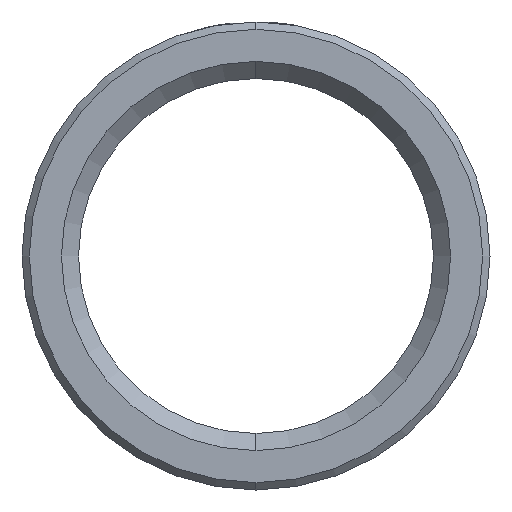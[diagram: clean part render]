
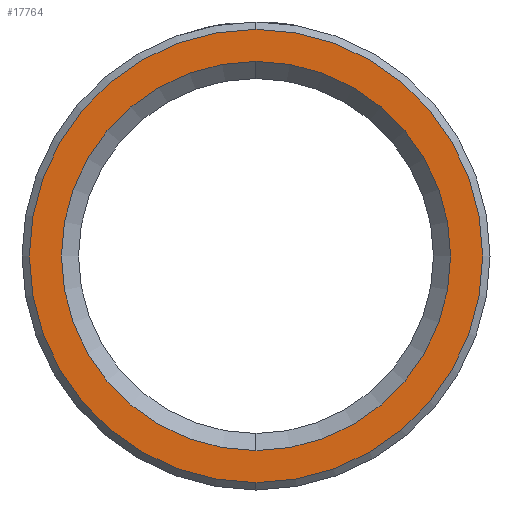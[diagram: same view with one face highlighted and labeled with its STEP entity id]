
A CAD part, left-side view. The second image highlights one B-rep face of the part: STEP entity #17764.
In plain terms, the highlighted planar face has unit normal (-1, 0, 0).
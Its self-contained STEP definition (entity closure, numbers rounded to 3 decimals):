
#646 = EDGE_LOOP ( 'NONE', ( #3623, #8343 ) ) ;
#956 = DIRECTION ( 'NONE',  ( -1., 0., 0. ) ) ;
#1911 = VERTEX_POINT ( 'NONE', #6322 ) ;
#2129 = VERTEX_POINT ( 'NONE', #7835 ) ;
#2685 = ORIENTED_EDGE ( 'NONE', *, *, #6133, .T. ) ;
#3524 = EDGE_LOOP ( 'NONE', ( #9297, #2685 ) ) ;
#3594 = AXIS2_PLACEMENT_3D ( 'NONE', #4191, #15927, #18796 ) ;
#3623 = ORIENTED_EDGE ( 'NONE', *, *, #18711, .T. ) ;
#3764 = DIRECTION ( 'NONE',  ( 0., 0., -1. ) ) ;
#4191 = CARTESIAN_POINT ( 'NONE',  ( 0., 0., 0. ) ) ;
#4463 = AXIS2_PLACEMENT_3D ( 'NONE', #18200, #16684, #7868 ) ;
#4789 = EDGE_CURVE ( 'NONE', #15886, #17120, #13059, .T. ) ;
#5176 = CARTESIAN_POINT ( 'NONE',  ( 0., 0., 0. ) ) ;
#5377 = FACE_BOUND ( 'NONE', #3524, .T. ) ;
#5817 = AXIS2_PLACEMENT_3D ( 'NONE', #18296, #8087, #6522 ) ;
#6133 = EDGE_CURVE ( 'NONE', #1911, #2129, #13484, .T. ) ;
#6322 = CARTESIAN_POINT ( 'NONE',  ( 0., 0., -13.22 ) ) ;
#6522 = DIRECTION ( 'NONE',  ( 0., 0., -1. ) ) ;
#7835 = CARTESIAN_POINT ( 'NONE',  ( 0., 0., 13.22 ) ) ;
#7868 = DIRECTION ( 'NONE',  ( 0., 0., -1. ) ) ;
#8087 = DIRECTION ( 'NONE',  ( 1., 0., 0. ) ) ;
#8343 = ORIENTED_EDGE ( 'NONE', *, *, #4789, .T. ) ;
#9234 = CIRCLE ( 'NONE', #12066, 15.4 ) ;
#9297 = ORIENTED_EDGE ( 'NONE', *, *, #17875, .T. ) ;
#12066 = AXIS2_PLACEMENT_3D ( 'NONE', #12776, #956, #15497 ) ;
#12776 = CARTESIAN_POINT ( 'NONE',  ( 0., 0., 0. ) ) ;
#13059 = CIRCLE ( 'NONE', #3594, 15.4 ) ;
#13484 = CIRCLE ( 'NONE', #4463, 13.22 ) ;
#13641 = AXIS2_PLACEMENT_3D ( 'NONE', #5176, #15373, #3764 ) ;
#13738 = CARTESIAN_POINT ( 'NONE',  ( 0., 0., 15.4 ) ) ;
#14625 = CARTESIAN_POINT ( 'NONE',  ( 0., 0., -15.4 ) ) ;
#15373 = DIRECTION ( 'NONE',  ( 1., 0., 0. ) ) ;
#15497 = DIRECTION ( 'NONE',  ( 0., 0., -1. ) ) ;
#15886 = VERTEX_POINT ( 'NONE', #13738 ) ;
#15927 = DIRECTION ( 'NONE',  ( -1., 0., 0. ) ) ;
#16089 = FACE_OUTER_BOUND ( 'NONE', #646, .T. ) ;
#16486 = PLANE ( 'NONE',  #13641 ) ;
#16559 = CIRCLE ( 'NONE', #5817, 13.22 ) ;
#16684 = DIRECTION ( 'NONE',  ( 1., 0., 0. ) ) ;
#17120 = VERTEX_POINT ( 'NONE', #14625 ) ;
#17764 = ADVANCED_FACE ( 'NONE', ( #16089, #5377 ), #16486, .F. ) ;
#17875 = EDGE_CURVE ( 'NONE', #2129, #1911, #16559, .T. ) ;
#18200 = CARTESIAN_POINT ( 'NONE',  ( 0., 0., 0. ) ) ;
#18296 = CARTESIAN_POINT ( 'NONE',  ( 0., 0., 0. ) ) ;
#18711 = EDGE_CURVE ( 'NONE', #17120, #15886, #9234, .T. ) ;
#18796 = DIRECTION ( 'NONE',  ( 0., 0., -1. ) ) ;
